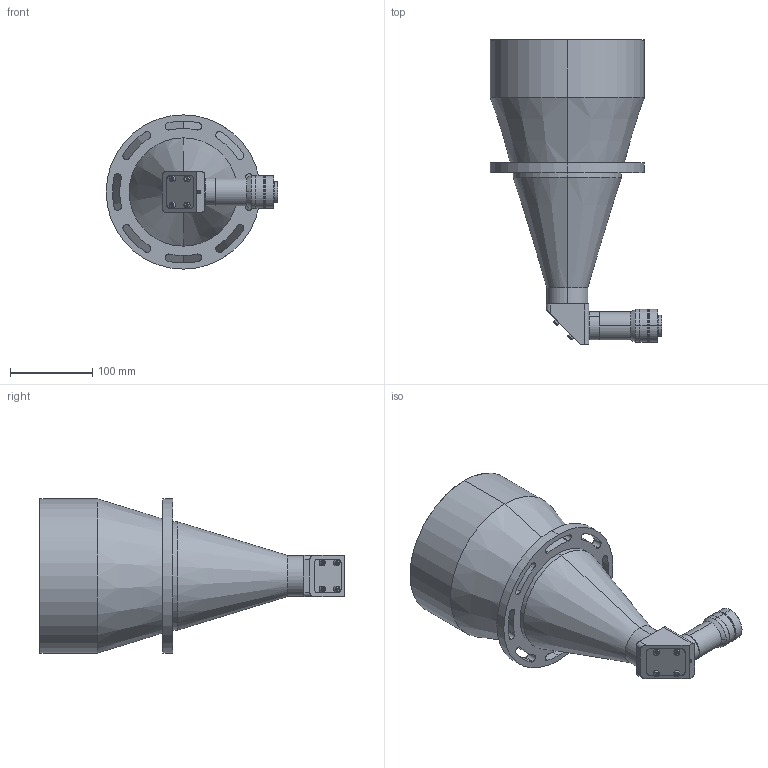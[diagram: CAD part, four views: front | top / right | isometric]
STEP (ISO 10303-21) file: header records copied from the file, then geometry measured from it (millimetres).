
FILE_DESCRIPTION (( 'STEP AP214' ), '1' );
FILE_NAME ('TTL18.5-155-320C.STEP', '2023-05-12T05:36:34', ( '' ), ( '' ), 'SwSTEP 2.0', 'SolidWorks 2022', '' );
FILE_SCHEMA (( 'AUTOMOTIVE_DESIGN' ));
Length unit declared in the file: millimetre
Products named in the file (1): TTL18.5-155-320C
Bounding box: 209.12 x 371.14 x 188 mm (x, y, z)
Volume: 1923490 mm3; surface area: 436826.3 mm2
Topology: 31 solids, 31 shells, 783 faces, 1787 edges, 1110 vertices
Faces by surface type: cylinder 308, plane 231, cone 189, bspline 55
Entity records: 33070 total; most frequent: CARTESIAN_POINT 6025, DIRECTION 4101, ORIENTED_EDGE 3538, EDGE_CURVE 1769, AXIS2_PLACEMENT_3D 1684, VERTEX_POINT 1110, CIRCLE 955, EDGE_LOOP 917
